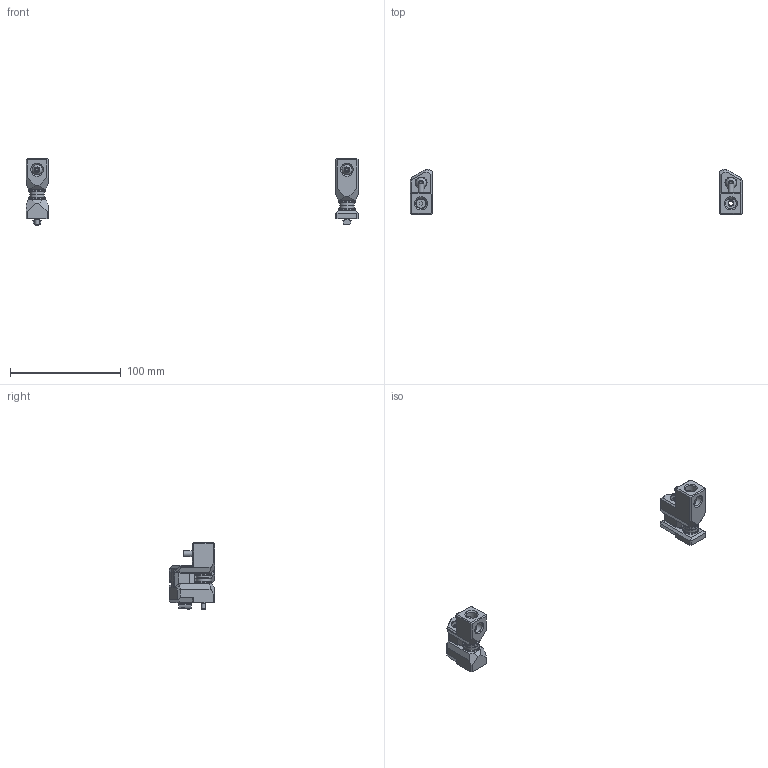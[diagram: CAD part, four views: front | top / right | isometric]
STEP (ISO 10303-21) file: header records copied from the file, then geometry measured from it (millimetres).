
FILE_DESCRIPTION(/* description */ ('STEP AP242','CAx-IF Rec.Pracs.---Representation and Presentation of Product Manufacturing Information (PMI)---4.0---2014-10-13','CAx-IF Rec.Pracs.---3D Tessellated Geometry---0.4---2014-09-14','2;1'),/* implementation_level */ '2;1');
FILE_NAME(/* name */ '63e12cab9ea27f3c5fd9c0a1',/* time_stamp */ '2023-02-06T16:37:01+00:00',/* author */ (''),/* organization */ (''),/* preprocessor_version */ 'ST-DEVELOPER v18.102',/* originating_system */ ' ',/* authorisation */ ' ');
FILE_SCHEMA (('AP242_MANAGED_MODEL_BASED_3D_ENGINEERING_MIM_LF { 1 0 10303 442 1 1 4 }'));
Length unit declared in the file: metre
Products named in the file (11): ass_front_idler; F695-2RS; ISO 7380-1 M5x12; front_idler_left_top_V5.6; front_idler_right_top_V5.6; ISO 7380-1 M5x35; front_idler_right_bottom_V5.6; M5-T-Nut; DIN 988 5x10x1 Shim Ring; shoulder_M4x30; front_idler_left_bottom_V5.6
Assembly tree (19 placements, depth 2):
  ass_front_idler
    F695-2RS  x4
    ISO 7380-1 M5x12  x2
    front_idler_left_top_V5.6
    front_idler_right_top_V5.6
    ISO 7380-1 M5x35  x2
    front_idler_right_bottom_V5.6
    M5-T-Nut  x2
    DIN 988 5x10x1 Shim Ring  x4
    shoulder_M4x30
    front_idler_left_bottom_V5.6
Bounding box: 300 x 40.68 x 60.2 mm (x, y, z)
Volume: 51655.1 mm3; surface area: 24269.7 mm2
Topology: 19 solids, 19 shells, 540 faces, 1264 edges, 796 vertices
Faces by surface type: plane 296, cylinder 136, cone 95, torus 11, sphere 2
Full cylindrical faces by diameter (mm): 2.92 x1, 4 x1, 4.134 x2, 4.2 x1, 4.3 x1, 4.6 x1, 5 x13, 5.2 x10, 6.5 x8, 8.96 x1, 9 x1, 9.6 x4, 9.9 x2, 10 x6, 11.5 x8, 13 x4, 15 x4
Entity records: 10754 total; most frequent: CARTESIAN_POINT 1999, DIRECTION 1734, ORIENTED_EDGE 1600, EDGE_CURVE 800, AXIS2_PLACEMENT_3D 587, LINE 560, VECTOR 560, VERTEX_POINT 550
